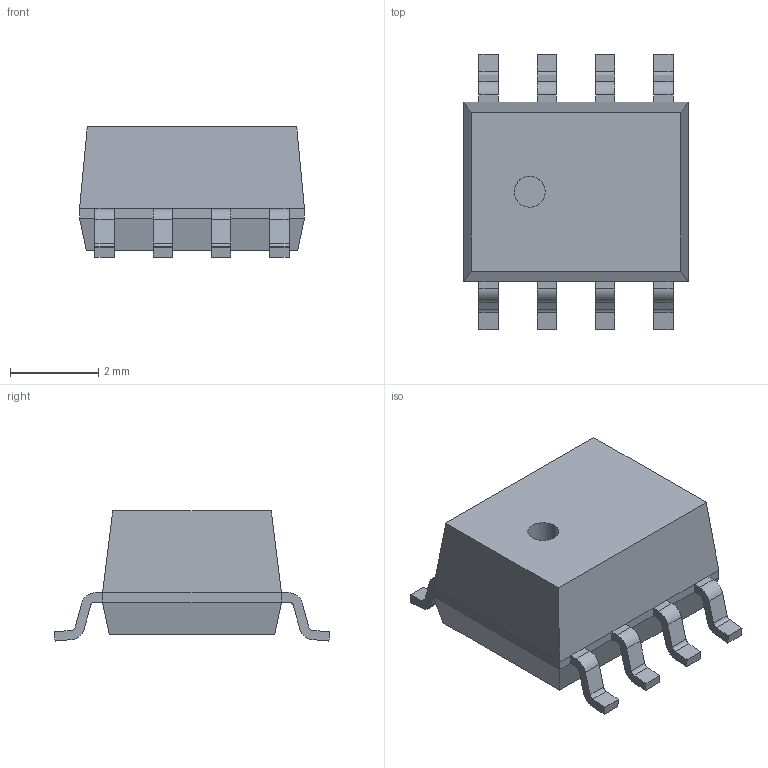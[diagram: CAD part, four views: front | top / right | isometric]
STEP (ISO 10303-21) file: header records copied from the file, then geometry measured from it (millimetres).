
FILE_DESCRIPTION(('CATIA V5 STEP'),'2;1');
FILE_NAME('npp_301a.stp','2020-08-30T03:47:46+00:00',('none'),('none'),'CATIA Version 5 Release 21 GA (IN-10)','CATIA V5 STEP AP214 Edition 3','none');
FILE_SCHEMA(('AUTOMOTIVE_DESIGN { 1 0 10303 214 3 1 1 1 }'));
Length unit declared in the file: millimetre
Products named in the file (1): NPP-301A
Bounding box: 5.1 x 6.24 x 2.95 mm (x, y, z)
Volume: 54.4 mm3; surface area: 102.9 mm2
Topology: 1 solids, 1 shells, 129 faces, 338 edges, 213 vertices
Faces by surface type: plane 95, cylinder 34
Entity records: 4962 total; most frequent: CARTESIAN_POINT 922, ORIENTED_EDGE 676, DIRECTION 572, EDGE_CURVE 338, VECTOR 270, LINE 270, VERTEX_POINT 212, AXIS2_PLACEMENT_3D 175
